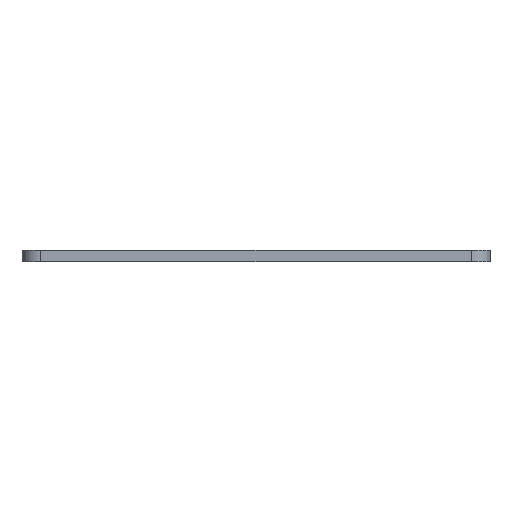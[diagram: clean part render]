
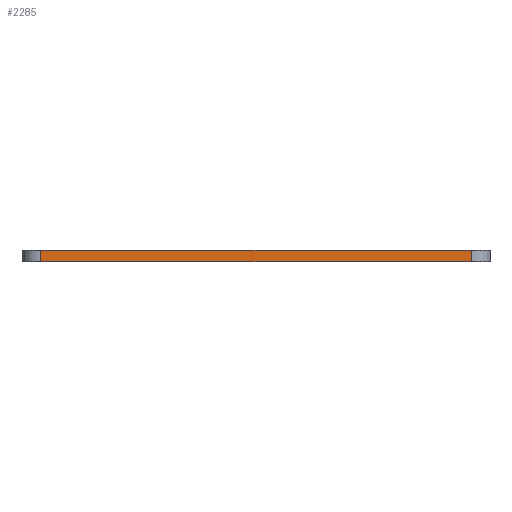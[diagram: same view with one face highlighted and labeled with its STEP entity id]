
A CAD part, front view. The second image highlights one B-rep face of the part: STEP entity #2285.
In plain terms, the highlighted planar face has unit normal (0, -1, 0).
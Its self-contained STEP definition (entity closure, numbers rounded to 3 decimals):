
#84 = PLANE('',#85);
#85 = AXIS2_PLACEMENT_3D('',#86,#87,#88);
#86 = CARTESIAN_POINT('',(142.977,-95.555,1.6));
#87 = DIRECTION('',(0.,0.,1.));
#88 = DIRECTION('',(1.,0.,-0.));
#139 = PLANE('',#140);
#140 = AXIS2_PLACEMENT_3D('',#141,#142,#143);
#141 = CARTESIAN_POINT('',(142.977,-95.555,0.));
#142 = DIRECTION('',(0.,0.,1.));
#143 = DIRECTION('',(1.,0.,-0.));
#172 = CYLINDRICAL_SURFACE('',#173,2.54);
#173 = AXIS2_PLACEMENT_3D('',#174,#175,#176);
#174 = CARTESIAN_POINT('',(172.187,-137.465,0.));
#175 = DIRECTION('',(-0.,-0.,-1.));
#176 = DIRECTION('',(1.,0.,-0.));
#361 = VERTEX_POINT('',#362);
#362 = CARTESIAN_POINT('',(113.767,-140.005,0.));
#377 = CYLINDRICAL_SURFACE('',#378,2.54);
#378 = AXIS2_PLACEMENT_3D('',#379,#380,#381);
#379 = CARTESIAN_POINT('',(113.767,-137.465,0.));
#380 = DIRECTION('',(-0.,-0.,-1.));
#381 = DIRECTION('',(1.,0.,-0.));
#389 = EDGE_CURVE('',#361,#390,#392,.T.);
#390 = VERTEX_POINT('',#391);
#391 = CARTESIAN_POINT('',(172.187,-140.005,0.));
#392 = SURFACE_CURVE('',#393,(#397,#404),.PCURVE_S1.);
#393 = LINE('',#394,#395);
#394 = CARTESIAN_POINT('',(113.767,-140.005,0.));
#395 = VECTOR('',#396,1.);
#396 = DIRECTION('',(1.,0.,0.));
#397 = PCURVE('',#139,#398);
#398 = DEFINITIONAL_REPRESENTATION('',(#399),#403);
#399 = LINE('',#400,#401);
#400 = CARTESIAN_POINT('',(-29.21,-44.45));
#401 = VECTOR('',#402,1.);
#402 = DIRECTION('',(1.,0.));
#403 = ( GEOMETRIC_REPRESENTATION_CONTEXT(2) 
PARAMETRIC_REPRESENTATION_CONTEXT() REPRESENTATION_CONTEXT('2D SPACE',''
  ) );
#404 = PCURVE('',#405,#410);
#405 = PLANE('',#406);
#406 = AXIS2_PLACEMENT_3D('',#407,#408,#409);
#407 = CARTESIAN_POINT('',(113.767,-140.005,0.));
#408 = DIRECTION('',(0.,1.,-0.));
#409 = DIRECTION('',(1.,0.,0.));
#410 = DEFINITIONAL_REPRESENTATION('',(#411),#415);
#411 = LINE('',#412,#413);
#412 = CARTESIAN_POINT('',(0.,0.));
#413 = VECTOR('',#414,1.);
#414 = DIRECTION('',(1.,0.));
#415 = ( GEOMETRIC_REPRESENTATION_CONTEXT(2) 
PARAMETRIC_REPRESENTATION_CONTEXT() REPRESENTATION_CONTEXT('2D SPACE',''
  ) );
#1403 = VERTEX_POINT('',#1404);
#1404 = CARTESIAN_POINT('',(113.767,-140.005,1.6));
#1426 = EDGE_CURVE('',#1403,#1427,#1429,.T.);
#1427 = VERTEX_POINT('',#1428);
#1428 = CARTESIAN_POINT('',(172.187,-140.005,1.6));
#1429 = SURFACE_CURVE('',#1430,(#1434,#1441),.PCURVE_S1.);
#1430 = LINE('',#1431,#1432);
#1431 = CARTESIAN_POINT('',(113.767,-140.005,1.6));
#1432 = VECTOR('',#1433,1.);
#1433 = DIRECTION('',(1.,0.,0.));
#1434 = PCURVE('',#84,#1435);
#1435 = DEFINITIONAL_REPRESENTATION('',(#1436),#1440);
#1436 = LINE('',#1437,#1438);
#1437 = CARTESIAN_POINT('',(-29.21,-44.45));
#1438 = VECTOR('',#1439,1.);
#1439 = DIRECTION('',(1.,0.));
#1440 = ( GEOMETRIC_REPRESENTATION_CONTEXT(2) 
PARAMETRIC_REPRESENTATION_CONTEXT() REPRESENTATION_CONTEXT('2D SPACE',''
  ) );
#1441 = PCURVE('',#405,#1442);
#1442 = DEFINITIONAL_REPRESENTATION('',(#1443),#1447);
#1443 = LINE('',#1444,#1445);
#1444 = CARTESIAN_POINT('',(0.,-1.6));
#1445 = VECTOR('',#1446,1.);
#1446 = DIRECTION('',(1.,0.));
#1447 = ( GEOMETRIC_REPRESENTATION_CONTEXT(2) 
PARAMETRIC_REPRESENTATION_CONTEXT() REPRESENTATION_CONTEXT('2D SPACE',''
  ) );
#2235 = EDGE_CURVE('',#390,#1427,#2236,.T.);
#2236 = SURFACE_CURVE('',#2237,(#2241,#2248),.PCURVE_S1.);
#2237 = LINE('',#2238,#2239);
#2238 = CARTESIAN_POINT('',(172.187,-140.005,0.));
#2239 = VECTOR('',#2240,1.);
#2240 = DIRECTION('',(0.,0.,1.));
#2241 = PCURVE('',#172,#2242);
#2242 = DEFINITIONAL_REPRESENTATION('',(#2243),#2247);
#2243 = LINE('',#2244,#2245);
#2244 = CARTESIAN_POINT('',(-4.712,0.));
#2245 = VECTOR('',#2246,1.);
#2246 = DIRECTION('',(-0.,-1.));
#2247 = ( GEOMETRIC_REPRESENTATION_CONTEXT(2) 
PARAMETRIC_REPRESENTATION_CONTEXT() REPRESENTATION_CONTEXT('2D SPACE',''
  ) );
#2248 = PCURVE('',#405,#2249);
#2249 = DEFINITIONAL_REPRESENTATION('',(#2250),#2254);
#2250 = LINE('',#2251,#2252);
#2251 = CARTESIAN_POINT('',(58.42,0.));
#2252 = VECTOR('',#2253,1.);
#2253 = DIRECTION('',(0.,-1.));
#2254 = ( GEOMETRIC_REPRESENTATION_CONTEXT(2) 
PARAMETRIC_REPRESENTATION_CONTEXT() REPRESENTATION_CONTEXT('2D SPACE',''
  ) );
#2285 = ADVANCED_FACE('',(#2286),#405,.F.);
#2286 = FACE_BOUND('',#2287,.F.);
#2287 = EDGE_LOOP('',(#2288,#2309,#2310,#2311));
#2288 = ORIENTED_EDGE('',*,*,#2289,.T.);
#2289 = EDGE_CURVE('',#361,#1403,#2290,.T.);
#2290 = SURFACE_CURVE('',#2291,(#2295,#2302),.PCURVE_S1.);
#2291 = LINE('',#2292,#2293);
#2292 = CARTESIAN_POINT('',(113.767,-140.005,0.));
#2293 = VECTOR('',#2294,1.);
#2294 = DIRECTION('',(0.,0.,1.));
#2295 = PCURVE('',#405,#2296);
#2296 = DEFINITIONAL_REPRESENTATION('',(#2297),#2301);
#2297 = LINE('',#2298,#2299);
#2298 = CARTESIAN_POINT('',(0.,0.));
#2299 = VECTOR('',#2300,1.);
#2300 = DIRECTION('',(0.,-1.));
#2301 = ( GEOMETRIC_REPRESENTATION_CONTEXT(2) 
PARAMETRIC_REPRESENTATION_CONTEXT() REPRESENTATION_CONTEXT('2D SPACE',''
  ) );
#2302 = PCURVE('',#377,#2303);
#2303 = DEFINITIONAL_REPRESENTATION('',(#2304),#2308);
#2304 = LINE('',#2305,#2306);
#2305 = CARTESIAN_POINT('',(-4.712,0.));
#2306 = VECTOR('',#2307,1.);
#2307 = DIRECTION('',(-0.,-1.));
#2308 = ( GEOMETRIC_REPRESENTATION_CONTEXT(2) 
PARAMETRIC_REPRESENTATION_CONTEXT() REPRESENTATION_CONTEXT('2D SPACE',''
  ) );
#2309 = ORIENTED_EDGE('',*,*,#1426,.T.);
#2310 = ORIENTED_EDGE('',*,*,#2235,.F.);
#2311 = ORIENTED_EDGE('',*,*,#389,.F.);
